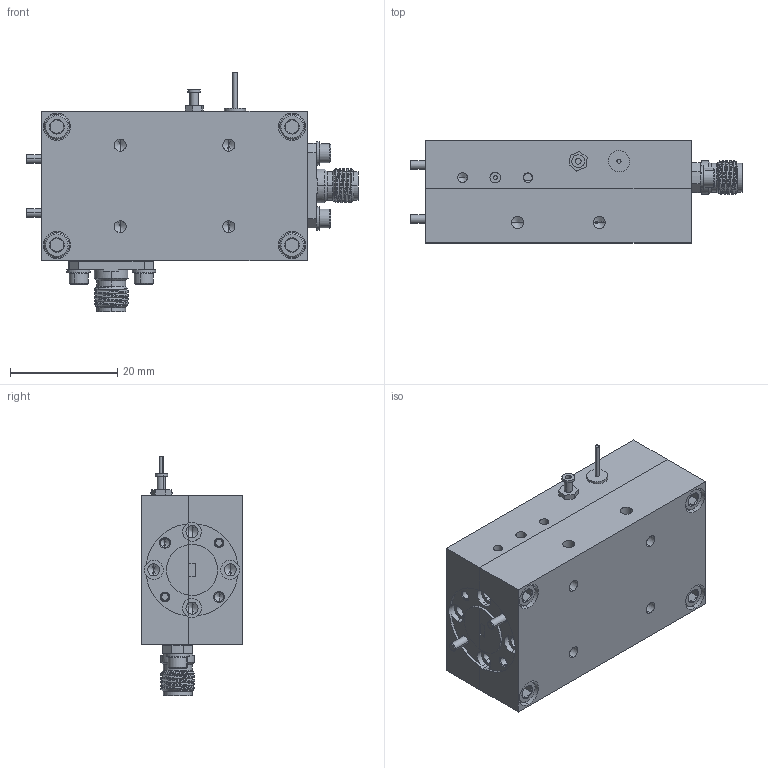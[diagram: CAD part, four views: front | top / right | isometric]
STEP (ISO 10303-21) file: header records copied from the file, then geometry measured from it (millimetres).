
FILE_DESCRIPTION (( 'STEP AP203' ), '1' );
FILE_NAME ('SR-SW-A-5.STEP', '2025-09-02T19:17:01', ( '' ), ( '' ), 'SwSTEP 2.0', 'SolidWorks 2021', '' );
FILE_SCHEMA (( 'CONFIG_CONTROL_DESIGN' ));
Products named in the file (1): SR-SW-A-5
Bounding box: 62.02 x 19.05 x 44.7 mm (x, y, z)
Volume: 26437.5 mm3; surface area: 15951.3 mm2
Topology: 37 solids, 37 shells, 1622 faces, 4155 edges, 2622 vertices
Faces by surface type: cylinder 888, plane 360, cone 338, bspline 36
Entity records: 66345 total; most frequent: CARTESIAN_POINT 30840, ORIENTED_EDGE 8150, DIRECTION 6728, EDGE_CURVE 4075, VERTEX_POINT 2622, AXIS2_PLACEMENT_3D 2558, EDGE_LOOP 1751, ADVANCED_FACE 1622
